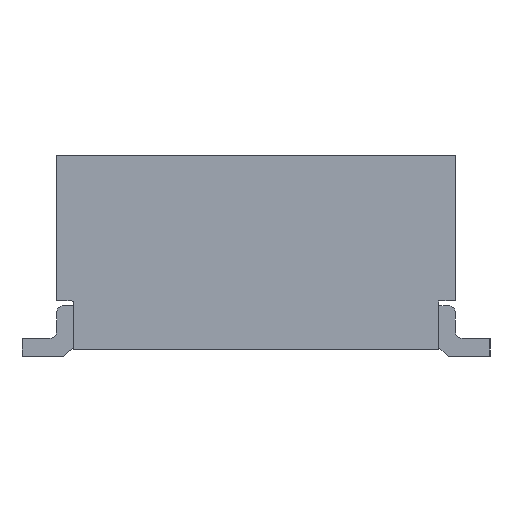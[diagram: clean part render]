
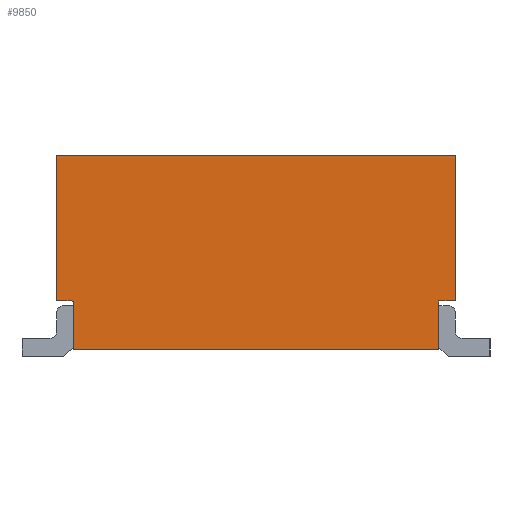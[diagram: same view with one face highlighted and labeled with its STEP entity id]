
A CAD part, left-side view. The second image highlights one B-rep face of the part: STEP entity #9850.
In plain terms, the highlighted face is planar.
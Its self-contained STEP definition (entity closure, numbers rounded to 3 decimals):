
#8620=CARTESIAN_POINT('',(1.44,1.4,-21.415));
#8630=VERTEX_POINT('',#8620);
#9030=CARTESIAN_POINT('',(-1.44,1.4,-21.415));
#9040=VERTEX_POINT('',#9030);
#9070=CARTESIAN_POINT('',(-1.44,1.4,-21.415));
#9080=DIRECTION('',(1.,0.,0.));
#9090=VECTOR('',#9080,1.);
#9100=LINE('',#9070,#9090);
#9110=EDGE_CURVE('',#9040,#8630,#9100,.T.);
#9230=CARTESIAN_POINT('',(-1.32,0.,-21.415
));
#9240=DIRECTION('',(0.,0.,-1.));
#9250=DIRECTION('',(-1.,0.,0.));
#9260=AXIS2_PLACEMENT_3D('',#9230,#9240,#9250);
#9270=PLANE('',#9260);
#9280=CARTESIAN_POINT('',(1.32,0.,-21.415)
);
#9290=DIRECTION('',(0.,1.,0.));
#9300=VECTOR('',#9290,1.);
#9310=LINE('',#9280,#9300);
#9320=CARTESIAN_POINT('',(1.32,0.,-21.415)
);
#9330=VERTEX_POINT('',#9320);
#9340=CARTESIAN_POINT('',(1.32,0.35,-21.415));
#9350=VERTEX_POINT('',#9340);
#9360=EDGE_CURVE('',#9330,#9350,#9310,.T.);
#9370=ORIENTED_EDGE('',*,*,#9360,.F.);
#9380=CARTESIAN_POINT('',(1.44,0.35,-21.415));
#9390=DIRECTION('',(-1.,0.,0.));
#9400=VECTOR('',#9390,1.);
#9410=LINE('',#9380,#9400);
#9420=CARTESIAN_POINT('',(1.44,0.35,-21.415));
#9430=VERTEX_POINT('',#9420);
#9440=EDGE_CURVE('',#9430,#9350,#9410,.T.);
#9450=ORIENTED_EDGE('',*,*,#9440,.T.);
#9460=CARTESIAN_POINT('',(1.44,1.4,-21.415));
#9470=DIRECTION('',(0.,-1.,0.));
#9480=VECTOR('',#9470,1.);
#9490=LINE('',#9460,#9480);
#9500=EDGE_CURVE('',#8630,#9430,#9490,.T.);
#9510=ORIENTED_EDGE('',*,*,#9500,.T.);
#9520=ORIENTED_EDGE('',*,*,#9110,.T.);
#9530=CARTESIAN_POINT('',(-1.44,1.4,-21.415));
#9540=DIRECTION('',(0.,-1.,0.));
#9550=VECTOR('',#9540,1.);
#9560=LINE('',#9530,#9550);
#9570=CARTESIAN_POINT('',(-1.44,0.35,-21.415));
#9580=VERTEX_POINT('',#9570);
#9590=EDGE_CURVE('',#9040,#9580,#9560,.T.);
#9600=ORIENTED_EDGE('',*,*,#9590,.F.);
#9610=CARTESIAN_POINT('',(-1.44,0.35,-21.415));
#9620=DIRECTION('',(1.,0.,0.));
#9630=VECTOR('',#9620,1.);
#9640=LINE('',#9610,#9630);
#9650=CARTESIAN_POINT('',(-1.32,0.35,-21.415));
#9660=VERTEX_POINT('',#9650);
#9670=EDGE_CURVE('',#9580,#9660,#9640,.T.);
#9680=ORIENTED_EDGE('',*,*,#9670,.F.);
#9690=CARTESIAN_POINT('',(-1.32,0.,-21.415
));
#9700=DIRECTION('',(0.,1.,0.));
#9710=VECTOR('',#9700,1.);
#9720=LINE('',#9690,#9710);
#9730=CARTESIAN_POINT('',(-1.32,0.,-21.415
));
#9740=VERTEX_POINT('',#9730);
#9750=EDGE_CURVE('',#9740,#9660,#9720,.T.);
#9760=ORIENTED_EDGE('',*,*,#9750,.T.);
#9770=CARTESIAN_POINT('',(1.32,0.,-21.415)
);
#9780=DIRECTION('',(-1.,0.,0.));
#9790=VECTOR('',#9780,1.);
#9800=LINE('',#9770,#9790);
#9810=EDGE_CURVE('',#9330,#9740,#9800,.T.);
#9820=ORIENTED_EDGE('',*,*,#9810,.T.);
#9830=EDGE_LOOP('',(#9820,#9760,#9680,#9600,#9520,#9510,#9450,#9370));
#9840=FACE_OUTER_BOUND('',#9830,.T.);
#9850=ADVANCED_FACE('',(#9840),#9270,.T.);
